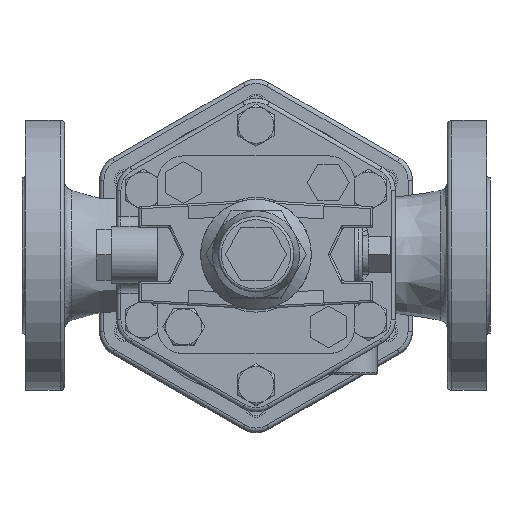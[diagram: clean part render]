
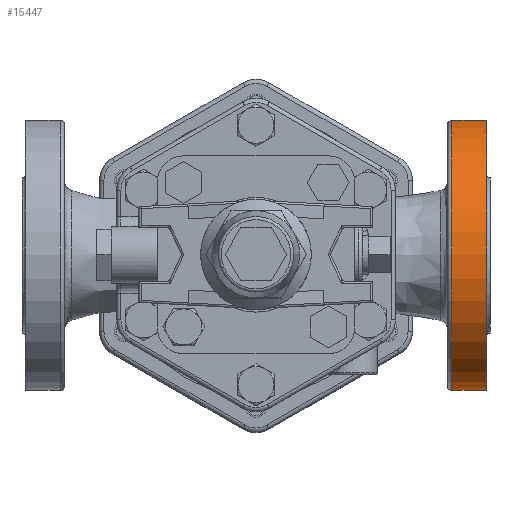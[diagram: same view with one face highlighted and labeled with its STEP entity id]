
A CAD part, top view. The second image highlights one B-rep face of the part: STEP entity #15447.
In plain terms, the highlighted cylindrical face has radius 63.5 mm (diameter 127 mm), a full revolution.
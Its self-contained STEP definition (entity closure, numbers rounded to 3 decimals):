
#472=FACE_BOUND('',#2527,.T.);
#1461=FACE_OUTER_BOUND('',#2526,.T.);
#2526=EDGE_LOOP('',(#10806));
#2527=EDGE_LOOP('',(#10807));
#5449=CIRCLE('',#16508,63.5);
#5455=CIRCLE('',#16516,63.5);
#6769=VERTEX_POINT('',#24024);
#6776=VERTEX_POINT('',#24093);
#8326=EDGE_CURVE('',#6769,#6769,#5449,.T.);
#8333=EDGE_CURVE('',#6776,#6776,#5455,.T.);
#10806=ORIENTED_EDGE('',*,*,#8333,.T.);
#10807=ORIENTED_EDGE('',*,*,#8326,.F.);
#15120=CYLINDRICAL_SURFACE('',#16515,63.5);
#15447=ADVANCED_FACE('',(#1461,#472),#15120,.T.);
#16508=AXIS2_PLACEMENT_3D('',#24025,#18406,#18407);
#16515=AXIS2_PLACEMENT_3D('',#24092,#18420,#18421);
#16516=AXIS2_PLACEMENT_3D('',#24094,#18422,#18423);
#18406=DIRECTION('center_axis',(-1.,0.,0.));
#18407=DIRECTION('ref_axis',(0.,0.,1.));
#18420=DIRECTION('center_axis',(1.,0.,0.));
#18421=DIRECTION('ref_axis',(0.,0.,1.));
#18422=DIRECTION('center_axis',(-1.,0.,0.));
#18423=DIRECTION('ref_axis',(0.,0.,1.));
#24024=CARTESIAN_POINT('',(92.,0.,44.5));
#24025=CARTESIAN_POINT('Origin',(92.,0.,108.));
#24092=CARTESIAN_POINT('Origin',(90.,0.,108.));
#24093=CARTESIAN_POINT('',(108.4,0.,44.5));
#24094=CARTESIAN_POINT('Origin',(108.4,0.,108.));
